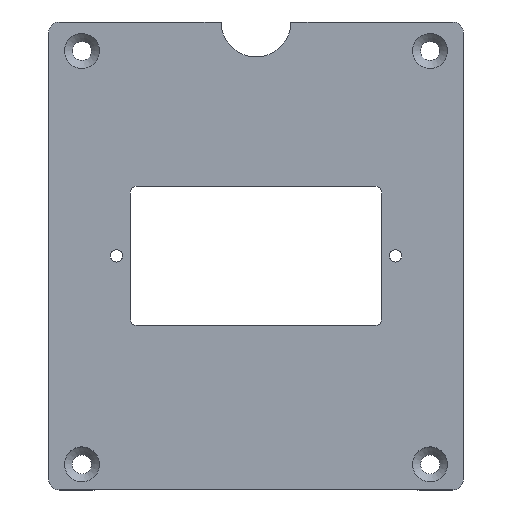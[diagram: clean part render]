
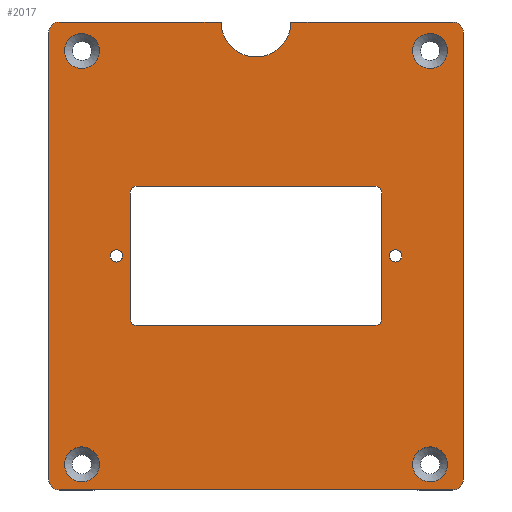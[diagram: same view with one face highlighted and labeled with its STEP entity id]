
A CAD part, top view. The second image highlights one B-rep face of the part: STEP entity #2017.
In plain terms, the highlighted planar face has unit normal (0, 0, 1).
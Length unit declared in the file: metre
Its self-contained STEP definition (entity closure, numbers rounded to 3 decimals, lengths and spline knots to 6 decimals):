
#161=CIRCLE('',#2115,0.003);
#165=CIRCLE('',#2121,0.003);
#168=CIRCLE('',#2126,0.003);
#172=CIRCLE('',#2132,0.003);
#204=CIRCLE('',#2177,0.005);
#206=CIRCLE('',#2180,0.005);
#208=CIRCLE('',#2183,0.005);
#210=CIRCLE('',#2186,0.005);
#212=CIRCLE('',#2190,0.002);
#214=CIRCLE('',#2194,0.002);
#216=CIRCLE('',#2198,0.002);
#218=CIRCLE('',#2202,0.002);
#219=CIRCLE('',#2204,0.00175);
#220=CIRCLE('',#2206,0.00175);
#241=CIRCLE('',#2254,0.01);
#618=ORIENTED_EDGE('',*,*,#1126,.F.);
#619=ORIENTED_EDGE('',*,*,#958,.F.);
#620=ORIENTED_EDGE('',*,*,#961,.T.);
#621=ORIENTED_EDGE('',*,*,#968,.T.);
#622=ORIENTED_EDGE('',*,*,#971,.T.);
#623=ORIENTED_EDGE('',*,*,#979,.T.);
#624=ORIENTED_EDGE('',*,*,#940,.F.);
#625=ORIENTED_EDGE('',*,*,#946,.F.);
#626=ORIENTED_EDGE('',*,*,#950,.F.);
#627=ORIENTED_EDGE('',*,*,#895,.F.);
#628=ORIENTED_EDGE('',*,*,#1067,.F.);
#629=ORIENTED_EDGE('',*,*,#1066,.F.);
#630=ORIENTED_EDGE('',*,*,#1045,.F.);
#631=ORIENTED_EDGE('',*,*,#1065,.F.);
#632=ORIENTED_EDGE('',*,*,#1063,.T.);
#633=ORIENTED_EDGE('',*,*,#1060,.F.);
#634=ORIENTED_EDGE('',*,*,#1057,.T.);
#635=ORIENTED_EDGE('',*,*,#1054,.F.);
#636=ORIENTED_EDGE('',*,*,#1051,.F.);
#637=ORIENTED_EDGE('',*,*,#1048,.F.);
#638=ORIENTED_EDGE('',*,*,#1039,.F.);
#639=ORIENTED_EDGE('',*,*,#1041,.F.);
#640=ORIENTED_EDGE('',*,*,#1037,.T.);
#641=ORIENTED_EDGE('',*,*,#1035,.T.);
#895=EDGE_CURVE('',#1194,#1195,#1379,.T.);
#940=EDGE_CURVE('',#1239,#1240,#161,.T.);
#946=EDGE_CURVE('',#1245,#1239,#1412,.T.);
#950=EDGE_CURVE('',#1195,#1245,#165,.T.);
#958=EDGE_CURVE('',#1254,#1247,#1419,.T.);
#961=EDGE_CURVE('',#1254,#1256,#168,.T.);
#968=EDGE_CURVE('',#1256,#1262,#1425,.T.);
#971=EDGE_CURVE('',#1262,#1264,#172,.T.);
#979=EDGE_CURVE('',#1264,#1240,#1432,.T.);
#1035=EDGE_CURVE('',#1322,#1322,#204,.T.);
#1037=EDGE_CURVE('',#1324,#1324,#206,.T.);
#1039=EDGE_CURVE('',#1326,#1326,#208,.T.);
#1041=EDGE_CURVE('',#1328,#1328,#210,.T.);
#1045=EDGE_CURVE('',#1332,#1330,#1460,.T.);
#1048=EDGE_CURVE('',#1330,#1334,#212,.T.);
#1051=EDGE_CURVE('',#1334,#1336,#1464,.T.);
#1054=EDGE_CURVE('',#1336,#1338,#214,.T.);
#1057=EDGE_CURVE('',#1340,#1338,#1468,.T.);
#1060=EDGE_CURVE('',#1340,#1342,#216,.T.);
#1063=EDGE_CURVE('',#1344,#1342,#1472,.T.);
#1065=EDGE_CURVE('',#1344,#1332,#218,.T.);
#1066=EDGE_CURVE('',#1345,#1345,#219,.T.);
#1067=EDGE_CURVE('',#1346,#1346,#220,.T.);
#1126=EDGE_CURVE('',#1247,#1194,#241,.T.);
#1194=VERTEX_POINT('',#3023);
#1195=VERTEX_POINT('',#3025);
#1239=VERTEX_POINT('',#3134);
#1240=VERTEX_POINT('',#3136);
#1245=VERTEX_POINT('',#3147);
#1247=VERTEX_POINT('',#3157);
#1254=VERTEX_POINT('',#3174);
#1256=VERTEX_POINT('',#3180);
#1262=VERTEX_POINT('',#3194);
#1264=VERTEX_POINT('',#3200);
#1322=VERTEX_POINT('',#3342);
#1324=VERTEX_POINT('',#3347);
#1326=VERTEX_POINT('',#3352);
#1328=VERTEX_POINT('',#3357);
#1330=VERTEX_POINT('',#3361);
#1332=VERTEX_POINT('',#3365);
#1334=VERTEX_POINT('',#3370);
#1336=VERTEX_POINT('',#3376);
#1338=VERTEX_POINT('',#3382);
#1340=VERTEX_POINT('',#3388);
#1342=VERTEX_POINT('',#3394);
#1344=VERTEX_POINT('',#3400);
#1345=VERTEX_POINT('',#3408);
#1346=VERTEX_POINT('',#3411);
#1379=LINE('',#3024,#1497);
#1412=LINE('',#3148,#1530);
#1419=LINE('',#3175,#1537);
#1425=LINE('',#3195,#1543);
#1432=LINE('',#3222,#1550);
#1460=LINE('',#3366,#1578);
#1464=LINE('',#3378,#1582);
#1468=LINE('',#3390,#1586);
#1472=LINE('',#3402,#1590);
#1497=VECTOR('',#2371,1.);
#1530=VECTOR('',#2442,1.);
#1537=VECTOR('',#2461,1.);
#1543=VECTOR('',#2479,1.);
#1550=VECTOR('',#2494,1.);
#1578=VECTOR('',#2630,1.);
#1582=VECTOR('',#2642,1.);
#1586=VECTOR('',#2654,1.);
#1590=VECTOR('',#2666,1.);
#1692=EDGE_LOOP('',(#618,#619,#620,#621,#622,#623,#624,#625,#626,#627));
#1693=EDGE_LOOP('',(#628));
#1694=EDGE_LOOP('',(#629));
#1695=EDGE_LOOP('',(#630,#631,#632,#633,#634,#635,#636,#637));
#1696=EDGE_LOOP('',(#638));
#1697=EDGE_LOOP('',(#639));
#1698=EDGE_LOOP('',(#640));
#1699=EDGE_LOOP('',(#641));
#1849=FACE_BOUND('',#1692,.T.);
#1850=FACE_BOUND('',#1693,.T.);
#1851=FACE_BOUND('',#1694,.T.);
#1852=FACE_BOUND('',#1695,.T.);
#1853=FACE_BOUND('',#1696,.T.);
#1854=FACE_BOUND('',#1697,.T.);
#1855=FACE_BOUND('',#1698,.T.);
#1856=FACE_BOUND('',#1699,.T.);
#1950=PLANE('',#2256);
#2017=ADVANCED_FACE('',(#1849,#1850,#1851,#1852,#1853,#1854,#1855,#1856),
#1950,.T.);
#2115=AXIS2_PLACEMENT_3D('',#3135,#2432,#2433);
#2121=AXIS2_PLACEMENT_3D('',#3154,#2450,#2451);
#2126=AXIS2_PLACEMENT_3D('',#3181,#2467,#2468);
#2132=AXIS2_PLACEMENT_3D('',#3201,#2485,#2486);
#2177=AXIS2_PLACEMENT_3D('',#3341,#2605,#2606);
#2180=AXIS2_PLACEMENT_3D('',#3346,#2611,#2612);
#2183=AXIS2_PLACEMENT_3D('',#3351,#2617,#2618);
#2186=AXIS2_PLACEMENT_3D('',#3356,#2623,#2624);
#2190=AXIS2_PLACEMENT_3D('',#3372,#2636,#2637);
#2194=AXIS2_PLACEMENT_3D('',#3384,#2648,#2649);
#2198=AXIS2_PLACEMENT_3D('',#3396,#2660,#2661);
#2202=AXIS2_PLACEMENT_3D('',#3405,#2671,#2672);
#2204=AXIS2_PLACEMENT_3D('',#3407,#2675,#2676);
#2206=AXIS2_PLACEMENT_3D('',#3410,#2679,#2680);
#2254=AXIS2_PLACEMENT_3D('',#3599,#2787,#2788);
#2256=AXIS2_PLACEMENT_3D('',#3601,#2791,#2792);
#2371=DIRECTION('',(1.,0.,0.));
#2432=DIRECTION('',(0.,0.,-1.));
#2433=DIRECTION('',(1.,0.,0.));
#2442=DIRECTION('',(0.,-1.,0.));
#2450=DIRECTION('',(0.,0.,-1.));
#2451=DIRECTION('',(1.,0.,0.));
#2461=DIRECTION('',(1.,0.,0.));
#2467=DIRECTION('',(0.,0.,1.));
#2468=DIRECTION('',(1.,0.,0.));
#2479=DIRECTION('',(0.,-1.,0.));
#2485=DIRECTION('',(0.,0.,1.));
#2486=DIRECTION('',(1.,0.,0.));
#2494=DIRECTION('',(1.,0.,0.));
#2605=DIRECTION('',(0.,0.,-1.));
#2606=DIRECTION('',(1.,0.,0.));
#2611=DIRECTION('',(0.,0.,-1.));
#2612=DIRECTION('',(1.,0.,0.));
#2617=DIRECTION('',(0.,0.,1.));
#2618=DIRECTION('',(1.,0.,0.));
#2623=DIRECTION('',(0.,0.,1.));
#2624=DIRECTION('',(1.,0.,0.));
#2630=DIRECTION('',(-1.,0.,0.));
#2636=DIRECTION('',(0.,0.,1.));
#2637=DIRECTION('',(1.,0.,0.));
#2642=DIRECTION('',(0.,-1.,0.));
#2648=DIRECTION('',(0.,0.,1.));
#2649=DIRECTION('',(1.,0.,0.));
#2654=DIRECTION('',(-1.,0.,0.));
#2660=DIRECTION('',(0.,0.,1.));
#2661=DIRECTION('',(1.,0.,0.));
#2666=DIRECTION('',(0.,-1.,0.));
#2671=DIRECTION('',(0.,0.,1.));
#2672=DIRECTION('',(1.,0.,0.));
#2675=DIRECTION('',(0.,0.,1.));
#2676=DIRECTION('',(1.,0.,0.));
#2679=DIRECTION('',(0.,0.,1.));
#2680=DIRECTION('',(1.,0.,0.));
#2787=DIRECTION('',(0.,0.,1.));
#2788=DIRECTION('',(1.,0.,0.));
#2791=DIRECTION('',(0.,0.,1.));
#2792=DIRECTION('',(1.,0.,0.));
#3023=CARTESIAN_POINT('',(0.059863,0.098846,0.0043));
#3024=CARTESIAN_POINT('',(0.00975,0.098846,0.0043));
#3025=CARTESIAN_POINT('',(0.106225,0.098846,0.0043));
#3134=CARTESIAN_POINT('',(0.109225,-0.032154,0.0043));
#3135=CARTESIAN_POINT('',(0.106225,-0.032154,0.0043));
#3136=CARTESIAN_POINT('',(0.106225,-0.035154,0.0043));
#3147=CARTESIAN_POINT('',(0.109225,0.095846,0.0043));
#3148=CARTESIAN_POINT('',(0.109225,0.031846,0.0043));
#3154=CARTESIAN_POINT('',(0.106225,0.095846,0.0043));
#3157=CARTESIAN_POINT('',(0.039863,0.098846,0.0043));
#3174=CARTESIAN_POINT('',(-0.0065,0.098846,0.0043));
#3175=CARTESIAN_POINT('',(0.00975,0.098846,0.0043));
#3180=CARTESIAN_POINT('',(-0.0095,0.095846,0.0043));
#3181=CARTESIAN_POINT('',(-0.0065,0.095846,0.0043));
#3194=CARTESIAN_POINT('',(-0.0095,-0.032154,0.0043));
#3195=CARTESIAN_POINT('',(-0.0095,0.031846,0.0043));
#3200=CARTESIAN_POINT('',(-0.0065,-0.035154,0.0043));
#3201=CARTESIAN_POINT('',(-0.0065,-0.032154,0.0043));
#3222=CARTESIAN_POINT('',(-0.00725,-0.035154,0.0043));
#3341=CARTESIAN_POINT('',(0.099725,-0.027861,0.0043));
#3342=CARTESIAN_POINT('',(0.104725,-0.027861,0.0043));
#3346=CARTESIAN_POINT('',(0.099725,0.090569,0.0043));
#3347=CARTESIAN_POINT('',(0.104725,0.090569,0.0043));
#3351=CARTESIAN_POINT('',(0.,-0.027861,0.0043));
#3352=CARTESIAN_POINT('',(0.005,-0.027861,0.0043));
#3356=CARTESIAN_POINT('',(0.,0.090569,0.0043));
#3357=CARTESIAN_POINT('',(0.005,0.090569,0.0043));
#3361=CARTESIAN_POINT('',(0.015863,0.051846,0.0043));
#3365=CARTESIAN_POINT('',(0.083863,0.051846,0.0043));
#3366=CARTESIAN_POINT('',(0.066863,0.051846,0.0043));
#3370=CARTESIAN_POINT('',(0.013863,0.049846,0.0043));
#3372=CARTESIAN_POINT('',(0.015863,0.049846,0.0043));
#3376=CARTESIAN_POINT('',(0.013863,0.013846,0.0043));
#3378=CARTESIAN_POINT('',(0.013863,0.031846,0.0043));
#3382=CARTESIAN_POINT('',(0.015863,0.011846,0.0043));
#3384=CARTESIAN_POINT('',(0.015863,0.013846,0.0043));
#3388=CARTESIAN_POINT('',(0.083863,0.011846,0.0043));
#3390=CARTESIAN_POINT('',(0.066863,0.011846,0.0043));
#3394=CARTESIAN_POINT('',(0.085863,0.013846,0.0043));
#3396=CARTESIAN_POINT('',(0.083863,0.013846,0.0043));
#3400=CARTESIAN_POINT('',(0.085863,0.049846,0.0043));
#3402=CARTESIAN_POINT('',(0.085863,0.031846,0.0043));
#3405=CARTESIAN_POINT('',(0.083863,0.049846,0.0043));
#3407=CARTESIAN_POINT('',(0.009863,0.031846,0.0043));
#3408=CARTESIAN_POINT('',(0.011613,0.031846,0.0043));
#3410=CARTESIAN_POINT('',(0.089863,0.031846,0.0043));
#3411=CARTESIAN_POINT('',(0.091613,0.031846,0.0043));
#3599=CARTESIAN_POINT('',(0.049863,0.098846,0.0043));
#3601=CARTESIAN_POINT('',(0.05,0.052346,0.0043));
